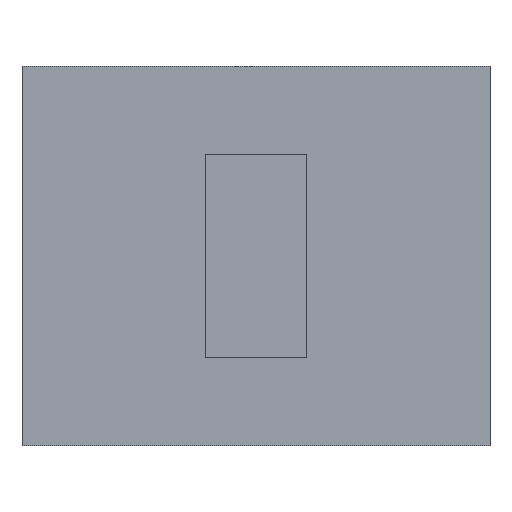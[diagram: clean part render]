
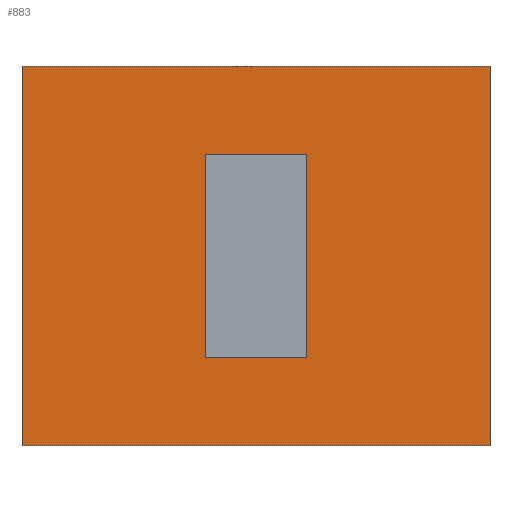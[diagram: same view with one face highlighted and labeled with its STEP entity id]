
A CAD part, front view. The second image highlights one B-rep face of the part: STEP entity #883.
In plain terms, the highlighted planar face has unit normal (0, -1, 0).
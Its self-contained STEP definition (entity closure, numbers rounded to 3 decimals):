
#98=ORIENTED_EDGE('',*,*,#337,.T.);
#99=ORIENTED_EDGE('',*,*,#338,.T.);
#100=ORIENTED_EDGE('',*,*,#339,.T.);
#101=ORIENTED_EDGE('',*,*,#340,.T.);
#102=ORIENTED_EDGE('',*,*,#341,.T.);
#103=ORIENTED_EDGE('',*,*,#342,.T.);
#104=ORIENTED_EDGE('',*,*,#343,.T.);
#105=ORIENTED_EDGE('',*,*,#344,.T.);
#337=EDGE_CURVE('',#453,#454,#542,.F.);
#338=EDGE_CURVE('',#454,#455,#543,.F.);
#339=EDGE_CURVE('',#455,#456,#544,.F.);
#340=EDGE_CURVE('',#456,#453,#545,.F.);
#341=EDGE_CURVE('',#457,#458,#546,.T.);
#342=EDGE_CURVE('',#458,#459,#547,.T.);
#343=EDGE_CURVE('',#459,#460,#548,.T.);
#344=EDGE_CURVE('',#460,#457,#549,.T.);
#453=VERTEX_POINT('',#1335);
#454=VERTEX_POINT('',#1336);
#455=VERTEX_POINT('',#1338);
#456=VERTEX_POINT('',#1340);
#457=VERTEX_POINT('',#1343);
#458=VERTEX_POINT('',#1344);
#459=VERTEX_POINT('',#1346);
#460=VERTEX_POINT('',#1348);
#542=LINE('',#1334,#659);
#543=LINE('',#1337,#660);
#544=LINE('',#1339,#661);
#545=LINE('',#1341,#662);
#546=LINE('',#1342,#663);
#547=LINE('',#1345,#664);
#548=LINE('',#1347,#665);
#549=LINE('',#1349,#666);
#659=VECTOR('',#1069,1000.);
#660=VECTOR('',#1070,1000.);
#661=VECTOR('',#1071,1000.);
#662=VECTOR('',#1072,1000.);
#663=VECTOR('',#1073,1000.);
#664=VECTOR('',#1074,1000.);
#665=VECTOR('',#1075,1000.);
#666=VECTOR('',#1076,1000.);
#735=EDGE_LOOP('',(#98,#99,#100,#101));
#736=EDGE_LOOP('',(#102,#103,#104,#105));
#788=FACE_BOUND('',#735,.T.);
#789=FACE_BOUND('',#736,.T.);
#841=PLANE('',#946);
#883=ADVANCED_FACE('',(#788,#789),#841,.T.);
#946=AXIS2_PLACEMENT_3D('',#1333,#1067,#1068);
#1067=DIRECTION('',(0.,-1.,0.));
#1068=DIRECTION('',(0.,0.,-1.));
#1069=DIRECTION('',(0.,0.,1.));
#1070=DIRECTION('',(1.,0.,0.));
#1071=DIRECTION('',(0.,0.,-1.));
#1072=DIRECTION('',(-1.,0.,0.));
#1073=DIRECTION('',(0.,0.,-1.));
#1074=DIRECTION('',(1.,0.,0.));
#1075=DIRECTION('',(0.,0.,1.));
#1076=DIRECTION('',(-1.,0.,0.));
#1333=CARTESIAN_POINT('',(0.,-1.,0.));
#1334=CARTESIAN_POINT('',(0.95,-1.,0.));
#1335=CARTESIAN_POINT('',(0.95,-1.,2.2));
#1336=CARTESIAN_POINT('',(0.95,-1.,-2.2));
#1337=CARTESIAN_POINT('',(0.,-1.,-2.2));
#1338=CARTESIAN_POINT('',(-0.95,-1.,-2.2));
#1339=CARTESIAN_POINT('',(-0.95,-1.,0.));
#1340=CARTESIAN_POINT('',(-0.95,-1.,2.2));
#1341=CARTESIAN_POINT('',(0.,-1.,2.2));
#1342=CARTESIAN_POINT('',(-6.9,-1.,5.6));
#1343=CARTESIAN_POINT('',(-6.9,-1.,5.6));
#1344=CARTESIAN_POINT('',(-6.9,-1.,-5.6));
#1345=CARTESIAN_POINT('',(-6.9,-1.,-5.6));
#1346=CARTESIAN_POINT('',(6.9,-1.,-5.6));
#1347=CARTESIAN_POINT('',(6.9,-1.,-5.6));
#1348=CARTESIAN_POINT('',(6.9,-1.,5.6));
#1349=CARTESIAN_POINT('',(6.9,-1.,5.6));
